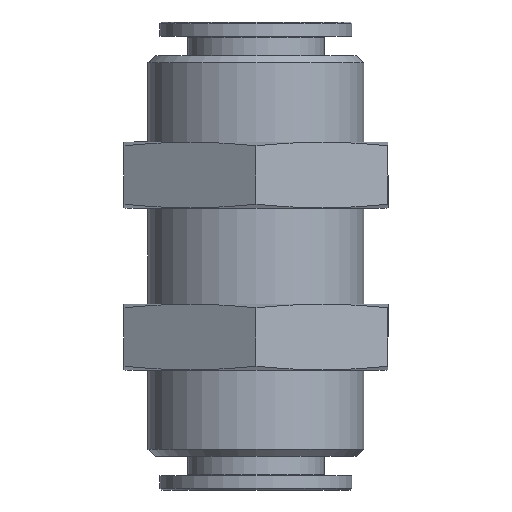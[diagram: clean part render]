
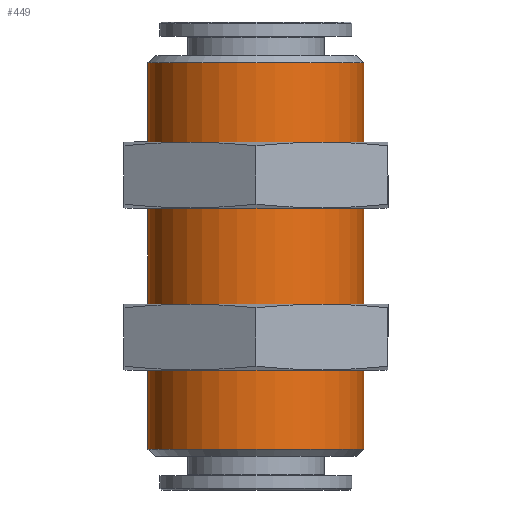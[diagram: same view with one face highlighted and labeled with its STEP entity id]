
A CAD part, front view. The second image highlights one B-rep face of the part: STEP entity #449.
In plain terms, the highlighted cylindrical face has radius 9 mm (diameter 18 mm), a full revolution.
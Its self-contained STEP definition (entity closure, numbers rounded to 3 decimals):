
#58=CYLINDRICAL_SURFACE('',#515,9.);
#83=ORIENTED_EDGE('',*,*,#178,.F.);
#84=ORIENTED_EDGE('',*,*,#177,.T.);
#177=EDGE_CURVE('',#225,#225,#267,.T.);
#178=EDGE_CURVE('',#226,#226,#268,.T.);
#225=VERTEX_POINT('',#736);
#226=VERTEX_POINT('',#739);
#267=CIRCLE('',#514,9.);
#268=CIRCLE('',#516,9.);
#299=EDGE_LOOP('',(#83));
#300=EDGE_LOOP('',(#84));
#367=FACE_BOUND('',#299,.T.);
#368=FACE_BOUND('',#300,.T.);
#449=ADVANCED_FACE('',(#367,#368),#58,.T.);
#514=AXIS2_PLACEMENT_3D('',#735,#590,#591);
#515=AXIS2_PLACEMENT_3D('',#737,#592,#593);
#516=AXIS2_PLACEMENT_3D('',#738,#594,#595);
#590=DIRECTION('',(0.,0.,-1.));
#591=DIRECTION('',(-1.,0.,0.));
#592=DIRECTION('',(0.,0.,-1.));
#593=DIRECTION('',(-1.,0.,0.));
#594=DIRECTION('',(0.,0.,-1.));
#595=DIRECTION('',(-1.,0.,0.));
#735=CARTESIAN_POINT('',(0.,0.,35.587));
#736=CARTESIAN_POINT('',(-9.,0.,35.587));
#737=CARTESIAN_POINT('',(0.,0.,2.8));
#738=CARTESIAN_POINT('',(0.,0.,3.414));
#739=CARTESIAN_POINT('',(-9.,0.,3.414));
